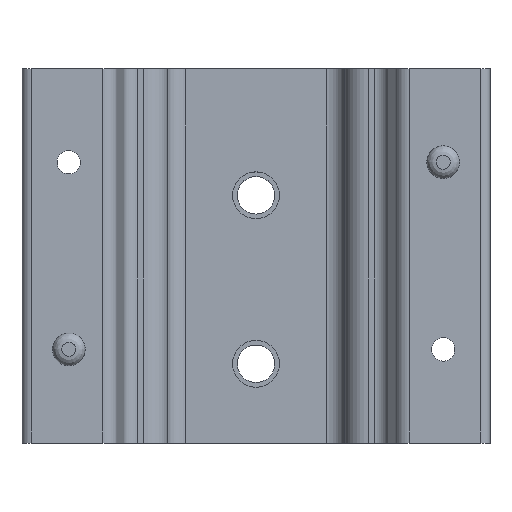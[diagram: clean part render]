
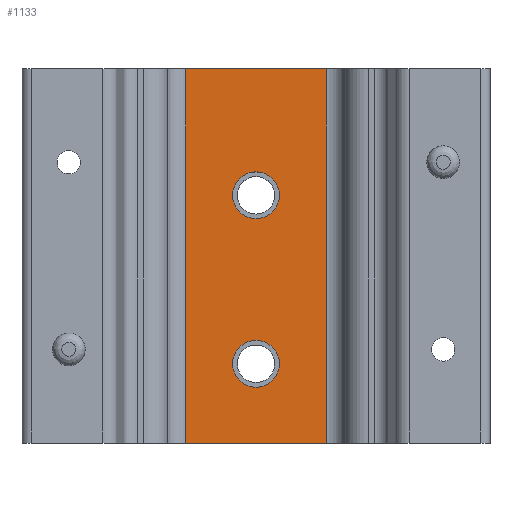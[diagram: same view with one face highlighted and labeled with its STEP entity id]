
A CAD part, top view. The second image highlights one B-rep face of the part: STEP entity #1133.
In plain terms, the highlighted planar face has unit normal (0, 0, 1).
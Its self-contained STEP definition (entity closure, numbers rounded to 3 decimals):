
#21=FACE_BOUND('',#394,.T.);
#22=FACE_BOUND('',#395,.T.);
#53=PLANE('',#1253);
#120=LINE('',#1987,#214);
#121=LINE('',#1990,#215);
#122=LINE('',#1992,#216);
#123=LINE('',#1993,#217);
#214=VECTOR('',#1520,10.);
#215=VECTOR('',#1523,10.);
#216=VECTOR('',#1524,10.);
#217=VECTOR('',#1525,10.);
#325=FACE_OUTER_BOUND('',#393,.T.);
#393=EDGE_LOOP('',(#923,#924,#925,#926));
#394=EDGE_LOOP('',(#927));
#395=EDGE_LOOP('',(#928));
#441=CIRCLE('',#1213,2.5);
#445=CIRCLE('',#1220,2.5);
#523=VERTEX_POINT('',#1884);
#527=VERTEX_POINT('',#1897);
#555=VERTEX_POINT('',#1983);
#556=VERTEX_POINT('',#1985);
#557=VERTEX_POINT('',#1989);
#558=VERTEX_POINT('',#1991);
#649=EDGE_CURVE('',#523,#523,#441,.T.);
#655=EDGE_CURVE('',#527,#527,#445,.T.);
#700=EDGE_CURVE('',#555,#556,#120,.T.);
#701=EDGE_CURVE('',#557,#555,#121,.T.);
#702=EDGE_CURVE('',#558,#556,#122,.T.);
#703=EDGE_CURVE('',#557,#558,#123,.T.);
#923=ORIENTED_EDGE('',*,*,#701,.T.);
#924=ORIENTED_EDGE('',*,*,#700,.T.);
#925=ORIENTED_EDGE('',*,*,#702,.F.);
#926=ORIENTED_EDGE('',*,*,#703,.F.);
#927=ORIENTED_EDGE('',*,*,#649,.T.);
#928=ORIENTED_EDGE('',*,*,#655,.T.);
#1133=ADVANCED_FACE('',(#325,#21,#22),#53,.T.);
#1213=AXIS2_PLACEMENT_3D('',#1885,#1411,#1412);
#1220=AXIS2_PLACEMENT_3D('',#1898,#1427,#1428);
#1253=AXIS2_PLACEMENT_3D('',#1988,#1521,#1522);
#1411=DIRECTION('center_axis',(0.,0.,-1.));
#1412=DIRECTION('ref_axis',(1.,0.,0.));
#1427=DIRECTION('center_axis',(0.,0.,-1.));
#1428=DIRECTION('ref_axis',(1.,0.,0.));
#1520=DIRECTION('',(0.,1.,0.));
#1521=DIRECTION('center_axis',(0.,0.,1.));
#1522=DIRECTION('ref_axis',(1.,0.,0.));
#1523=DIRECTION('',(1.,0.,0.));
#1524=DIRECTION('',(1.,0.,0.));
#1525=DIRECTION('',(0.,1.,0.));
#1884=CARTESIAN_POINT('',(-2.5,26.5,3.));
#1885=CARTESIAN_POINT('Origin',(0.,26.5,3.));
#1897=CARTESIAN_POINT('',(-2.5,8.5,3.));
#1898=CARTESIAN_POINT('Origin',(0.,8.5,3.));
#1983=CARTESIAN_POINT('',(7.5,0.,3.));
#1985=CARTESIAN_POINT('',(7.5,40.,3.));
#1987=CARTESIAN_POINT('',(7.5,0.,3.));
#1988=CARTESIAN_POINT('Origin',(-7.5,0.,3.));
#1989=CARTESIAN_POINT('',(-7.5,0.,3.));
#1990=CARTESIAN_POINT('',(-7.5,0.,3.));
#1991=CARTESIAN_POINT('',(-7.5,40.,3.));
#1992=CARTESIAN_POINT('',(-7.5,40.,3.));
#1993=CARTESIAN_POINT('',(-7.5,0.,3.));
